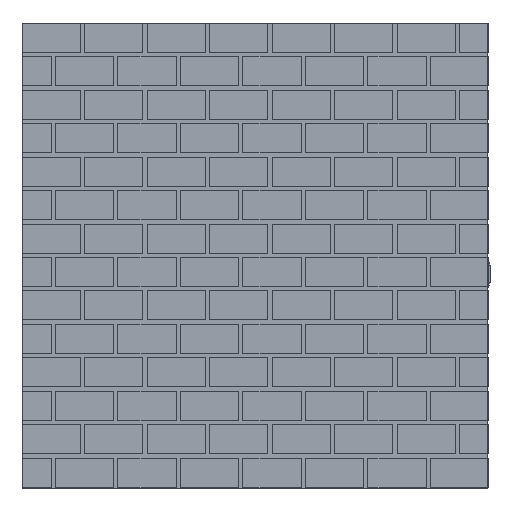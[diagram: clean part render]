
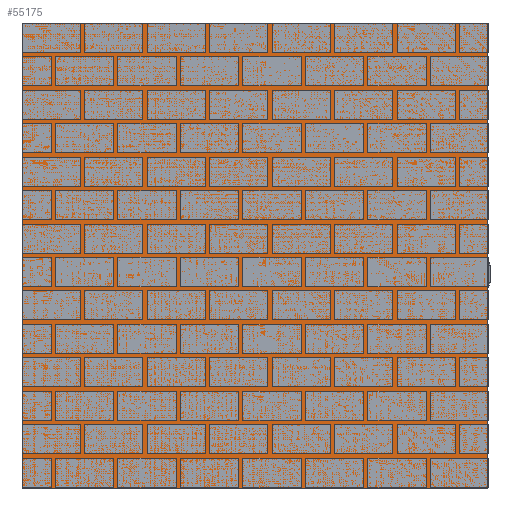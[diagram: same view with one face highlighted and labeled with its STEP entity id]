
A CAD part, front view. The second image highlights one B-rep face of the part: STEP entity #55175.
In plain terms, the highlighted free-form (B-spline) face has degree [1, 1] with [2, 2] control points.
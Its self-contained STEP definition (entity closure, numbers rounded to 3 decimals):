
#55175 = ADVANCED_FACE('',(#55176),#55206,.T.);
#55176 = FACE_BOUND('',#55177,.T.);
#55177 = EDGE_LOOP('',(#55178,#55187,#55194,#55201));
#55178 = ORIENTED_EDGE('',*,*,#55179,.T.);
#55179 = EDGE_CURVE('',#55180,#55182,#55184,.T.);
#55180 = VERTEX_POINT('',#55181);
#55181 = CARTESIAN_POINT('',(1213.733,-60.687,
    1213.733));
#55182 = VERTEX_POINT('',#55183);
#55183 = CARTESIAN_POINT('',(1213.733,-60.687,
    -1213.733));
#55184 = B_SPLINE_CURVE_WITH_KNOTS('',1,(#55185,#55186),.UNSPECIFIED.,
  .F.,.F.,(2,2),(0.,2032.),.PIECEWISE_BEZIER_KNOTS.);
#55185 = CARTESIAN_POINT('',(1213.733,-60.687,
    1213.733));
#55186 = CARTESIAN_POINT('',(1213.733,-60.687,
    -1213.733));
#55187 = ORIENTED_EDGE('',*,*,#55188,.T.);
#55188 = EDGE_CURVE('',#55182,#55189,#55191,.T.);
#55189 = VERTEX_POINT('',#55190);
#55190 = CARTESIAN_POINT('',(-1213.733,-60.687,
    -1213.733));
#55191 = B_SPLINE_CURVE_WITH_KNOTS('',1,(#55192,#55193),.UNSPECIFIED.,
  .F.,.F.,(2,2),(0.,2032.),.PIECEWISE_BEZIER_KNOTS.);
#55192 = CARTESIAN_POINT('',(1213.733,-60.687,
    -1213.733));
#55193 = CARTESIAN_POINT('',(-1213.733,-60.687,
    -1213.733));
#55194 = ORIENTED_EDGE('',*,*,#55195,.T.);
#55195 = EDGE_CURVE('',#55189,#55196,#55198,.T.);
#55196 = VERTEX_POINT('',#55197);
#55197 = CARTESIAN_POINT('',(-1213.733,-60.687,
    1213.733));
#55198 = B_SPLINE_CURVE_WITH_KNOTS('',1,(#55199,#55200),.UNSPECIFIED.,
  .F.,.F.,(2,2),(0.,2032.),.PIECEWISE_BEZIER_KNOTS.);
#55199 = CARTESIAN_POINT('',(-1213.733,-60.687,
    -1213.733));
#55200 = CARTESIAN_POINT('',(-1213.733,-60.687,
    1213.733));
#55201 = ORIENTED_EDGE('',*,*,#55202,.T.);
#55202 = EDGE_CURVE('',#55196,#55180,#55203,.T.);
#55203 = B_SPLINE_CURVE_WITH_KNOTS('',1,(#55204,#55205),.UNSPECIFIED.,
  .F.,.F.,(2,2),(0.,2032.),.PIECEWISE_BEZIER_KNOTS.);
#55204 = CARTESIAN_POINT('',(-1213.733,-60.687,
    1213.733));
#55205 = CARTESIAN_POINT('',(1213.733,-60.687,
    1213.733));
#55206 = B_SPLINE_SURFACE_WITH_KNOTS('',1,1,(
    (#55207,#55208)
    ,(#55209,#55210
    )),.UNSPECIFIED.,.F.,.F.,.F.,(2,2),(2,2),(-1016.,1016.),(
    -1016.,1016.),.PIECEWISE_BEZIER_KNOTS.);
#55207 = CARTESIAN_POINT('',(-1213.733,-60.687,
    1213.733));
#55208 = CARTESIAN_POINT('',(-1213.733,-60.687,
    -1213.733));
#55209 = CARTESIAN_POINT('',(1213.733,-60.687,
    1213.733));
#55210 = CARTESIAN_POINT('',(1213.733,-60.687,
    -1213.733));
